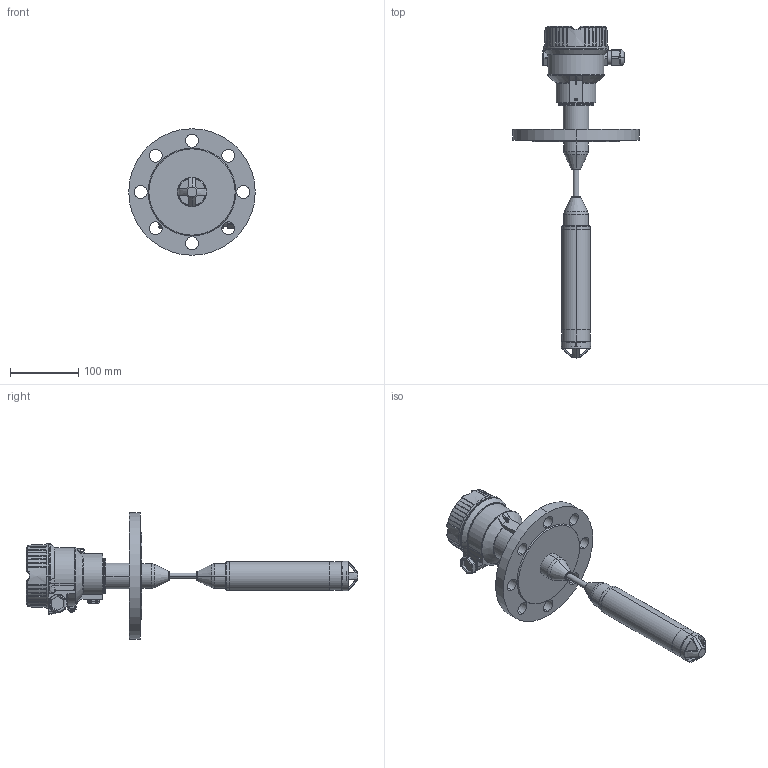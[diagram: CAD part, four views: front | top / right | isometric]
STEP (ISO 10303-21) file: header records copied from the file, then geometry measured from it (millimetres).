
FILE_DESCRIPTION((''),'2;1');
FILE_NAME('DM_CAD-2126_SW0001','2015-06-15T',('Creinig-se'),(''),'PRO/ENGINEER BY PARAMETRIC TECHNOLOGY CORPORATION, 2013050','PRO/ENGINEER BY PARAMETRIC TECHNOLOGY CORPORATION, 2013050','');
FILE_SCHEMA(('CONFIG_CONTROL_DESIGN'));
Length unit declared in the file: millimetre
Products named in the file (1): DM_CAD-2126_SW0001
Bounding box: 185 x 485.28 x 185 mm (x, y, z)
Volume: 1371513.3 mm3; surface area: 158063 mm2
Topology: 1 solids, 1 shells, 563 faces, 1540 edges, 1005 vertices
Faces by surface type: cylinder 205, plane 188, cone 71, torus 51, bspline 46, sphere 2
Entity records: 26962 total; most frequent: CARTESIAN_POINT 8044, ORIENTED_EDGE 3076, DIRECTION 2702, EDGE_CURVE 1538, AXIS2_PLACEMENT_3D 1084, VERTEX_POINT 1005, FILL_AREA_STYLE_COLOUR 779, FILL_AREA_STYLE 779
